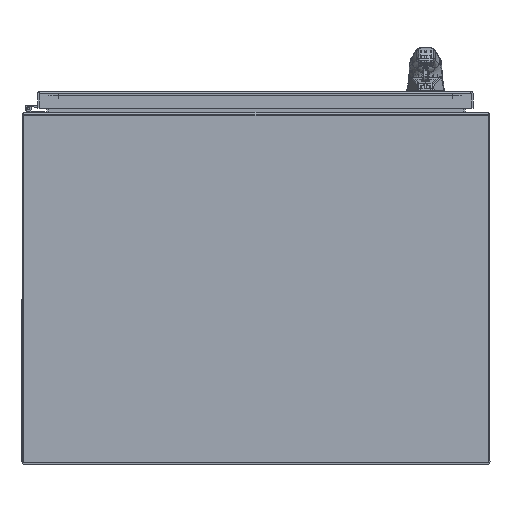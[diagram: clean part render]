
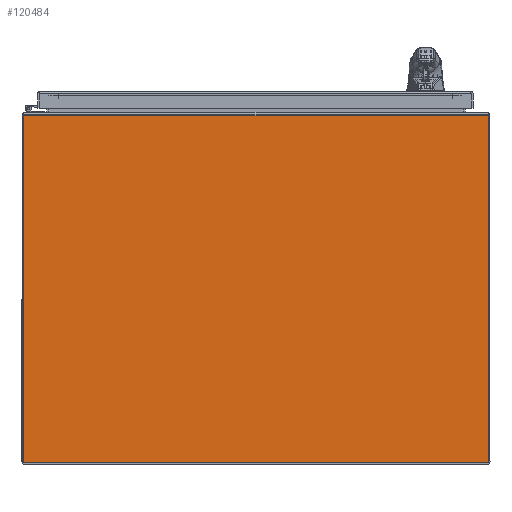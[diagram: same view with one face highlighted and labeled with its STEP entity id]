
A CAD part, front view. The second image highlights one B-rep face of the part: STEP entity #120484.
In plain terms, the highlighted face is planar.
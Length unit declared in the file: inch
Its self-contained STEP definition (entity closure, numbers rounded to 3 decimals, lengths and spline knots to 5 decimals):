
#4491 = VECTOR ( 'NONE', #59532, 39.37008 ) ;
#5655 = CARTESIAN_POINT ( 'NONE',  ( 0., 0., 0. ) ) ;
#13018 = EDGE_LOOP ( 'NONE', ( #47047, #62732, #56164, #140982 ) ) ;
#15192 = DIRECTION ( 'NONE',  ( 0., -1., 0. ) ) ;
#17957 = VERTEX_POINT ( 'NONE', #21929 ) ;
#21092 = LINE ( 'NONE', #129631, #77615 ) ;
#21929 = CARTESIAN_POINT ( 'NONE',  ( 0., -17.90635, 0. ) ) ;
#34480 = VERTEX_POINT ( 'NONE', #117299 ) ;
#47047 = ORIENTED_EDGE ( 'NONE', *, *, #57415, .T. ) ;
#52273 = DIRECTION ( 'NONE',  ( 0., 0., 1. ) ) ;
#56164 = ORIENTED_EDGE ( 'NONE', *, *, #148269, .T. ) ;
#57415 = EDGE_CURVE ( 'NONE', #34480, #17957, #21092, .T. ) ;
#58480 = DIRECTION ( 'NONE',  ( -1., 0., 0. ) ) ;
#59532 = DIRECTION ( 'NONE',  ( 1., 0., 0. ) ) ;
#62732 = ORIENTED_EDGE ( 'NONE', *, *, #116545, .T. ) ;
#63157 = CARTESIAN_POINT ( 'NONE',  ( 23.9376, 0., 0. ) ) ;
#75355 = EDGE_CURVE ( 'NONE', #122503, #34480, #83518, .T. ) ;
#77615 = VECTOR ( 'NONE', #58480, 39.37008 ) ;
#81905 = AXIS2_PLACEMENT_3D ( 'NONE', #123953, #52273, #136040 ) ;
#83518 = LINE ( 'NONE', #134862, #111567 ) ;
#96723 = LINE ( 'NONE', #119594, #4491 ) ;
#106238 = CARTESIAN_POINT ( 'NONE',  ( 0., -18.0313, 0. ) ) ;
#111567 = VECTOR ( 'NONE', #15192, 39.37008 ) ;
#116545 = EDGE_CURVE ( 'NONE', #17957, #121217, #148423, .T. ) ;
#116669 = VECTOR ( 'NONE', #142278, 39.37008 ) ;
#117299 = CARTESIAN_POINT ( 'NONE',  ( 23.9376, -17.90635, 0. ) ) ;
#119594 = CARTESIAN_POINT ( 'NONE',  ( 0., 0., 0. ) ) ;
#120484 = ADVANCED_FACE ( 'NONE', ( #135684 ), #147448, .F. ) ;
#121217 = VERTEX_POINT ( 'NONE', #5655 ) ;
#122503 = VERTEX_POINT ( 'NONE', #63157 ) ;
#123953 = CARTESIAN_POINT ( 'NONE',  ( 11.9688, -9.01565, 0. ) ) ;
#129631 = CARTESIAN_POINT ( 'NONE',  ( 17.9532, -17.90635, 0. ) ) ;
#134862 = CARTESIAN_POINT ( 'NONE',  ( 23.9376, 0., 0. ) ) ;
#135684 = FACE_OUTER_BOUND ( 'NONE', #13018, .T. ) ;
#136040 = DIRECTION ( 'NONE',  ( 1., 0., 0. ) ) ;
#140982 = ORIENTED_EDGE ( 'NONE', *, *, #75355, .T. ) ;
#142278 = DIRECTION ( 'NONE',  ( 0., 1., 0. ) ) ;
#147448 = PLANE ( 'NONE',  #81905 ) ;
#148269 = EDGE_CURVE ( 'NONE', #121217, #122503, #96723, .T. ) ;
#148423 = LINE ( 'NONE', #106238, #116669 ) ;
